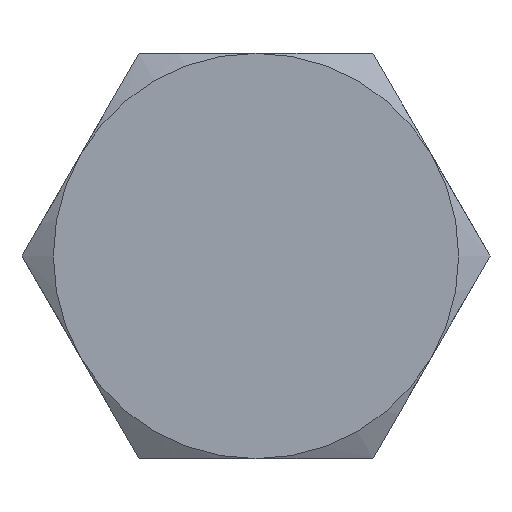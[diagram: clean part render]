
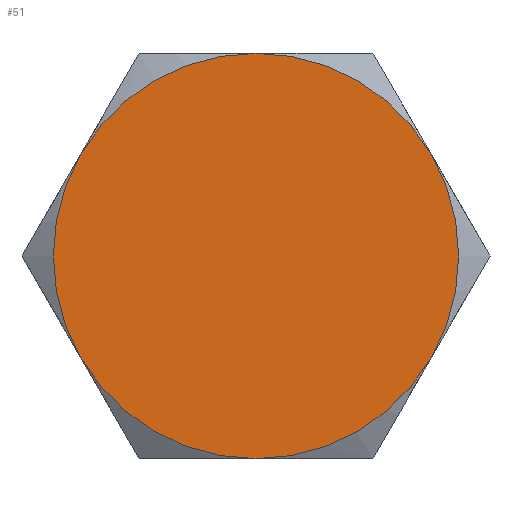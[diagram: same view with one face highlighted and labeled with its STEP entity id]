
A CAD part, left-side view. The second image highlights one B-rep face of the part: STEP entity #51.
In plain terms, the highlighted planar face has unit normal (-1, 0, 0).
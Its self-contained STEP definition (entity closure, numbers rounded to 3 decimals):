
#51 = ADVANCED_FACE( '', ( #113 ), #114, .F. );
#113 = FACE_OUTER_BOUND( '', #190, .T. );
#114 = PLANE( '', #191 );
#190 = EDGE_LOOP( '', ( #275, #276, #277, #278, #279, #280 ) );
#191 = AXIS2_PLACEMENT_3D( '', #281, #282, #283 );
#275 = ORIENTED_EDGE( '', *, *, #424, .F. );
#276 = ORIENTED_EDGE( '', *, *, #425, .F. );
#277 = ORIENTED_EDGE( '', *, *, #426, .F. );
#278 = ORIENTED_EDGE( '', *, *, #427, .F. );
#279 = ORIENTED_EDGE( '', *, *, #428, .F. );
#280 = ORIENTED_EDGE( '', *, *, #429, .F. );
#281 = CARTESIAN_POINT( '', ( 0., 0., 0. ) );
#282 = DIRECTION( '', ( 1., 0., 0. ) );
#283 = DIRECTION( '', ( 0., 0., -1. ) );
#424 = EDGE_CURVE( '', #493, #489, #494, .T. );
#425 = EDGE_CURVE( '', #495, #493, #496, .T. );
#426 = EDGE_CURVE( '', #497, #495, #498, .T. );
#427 = EDGE_CURVE( '', #478, #497, #499, .T. );
#428 = EDGE_CURVE( '', #500, #478, #501, .T. );
#429 = EDGE_CURVE( '', #489, #500, #502, .T. );
#478 = VERTEX_POINT( '', #564 );
#489 = VERTEX_POINT( '', #590 );
#493 = VERTEX_POINT( '', #606 );
#494 = CIRCLE( '', #607, 15. );
#495 = VERTEX_POINT( '', #608 );
#496 = CIRCLE( '', #609, 15. );
#497 = VERTEX_POINT( '', #610 );
#498 = CIRCLE( '', #611, 15. );
#499 = CIRCLE( '', #612, 15. );
#500 = VERTEX_POINT( '', #613 );
#501 = CIRCLE( '', #614, 15. );
#502 = CIRCLE( '', #615, 15. );
#564 = CARTESIAN_POINT( '', ( 0., -12.99, 7.5 ) );
#590 = CARTESIAN_POINT( '', ( 0., 12.99, 7.5 ) );
#606 = CARTESIAN_POINT( '', ( 0., 12.99, -7.5 ) );
#607 = AXIS2_PLACEMENT_3D( '', #730, #731, #732 );
#608 = CARTESIAN_POINT( '', ( 0., 0., -15. ) );
#609 = AXIS2_PLACEMENT_3D( '', #733, #734, #735 );
#610 = CARTESIAN_POINT( '', ( 0., -12.99, -7.5 ) );
#611 = AXIS2_PLACEMENT_3D( '', #736, #737, #738 );
#612 = AXIS2_PLACEMENT_3D( '', #739, #740, #741 );
#613 = CARTESIAN_POINT( '', ( 0., 0., 15. ) );
#614 = AXIS2_PLACEMENT_3D( '', #742, #743, #744 );
#615 = AXIS2_PLACEMENT_3D( '', #745, #746, #747 );
#730 = CARTESIAN_POINT( '', ( 0., 0., 0. ) );
#731 = DIRECTION( '', ( 1., 0., 0. ) );
#732 = DIRECTION( '', ( 0., 0., -1. ) );
#733 = CARTESIAN_POINT( '', ( 0., 0., 0. ) );
#734 = DIRECTION( '', ( 1., 0., 0. ) );
#735 = DIRECTION( '', ( 0., 0., -1. ) );
#736 = CARTESIAN_POINT( '', ( 0., 0., 0. ) );
#737 = DIRECTION( '', ( 1., 0., 0. ) );
#738 = DIRECTION( '', ( 0., 0., -1. ) );
#739 = CARTESIAN_POINT( '', ( 0., 0., 0. ) );
#740 = DIRECTION( '', ( 1., 0., 0. ) );
#741 = DIRECTION( '', ( 0., 0., -1. ) );
#742 = CARTESIAN_POINT( '', ( 0., 0., 0. ) );
#743 = DIRECTION( '', ( 1., 0., 0. ) );
#744 = DIRECTION( '', ( 0., 0., -1. ) );
#745 = CARTESIAN_POINT( '', ( 0., 0., 0. ) );
#746 = DIRECTION( '', ( 1., 0., 0. ) );
#747 = DIRECTION( '', ( 0., 0., -1. ) );
